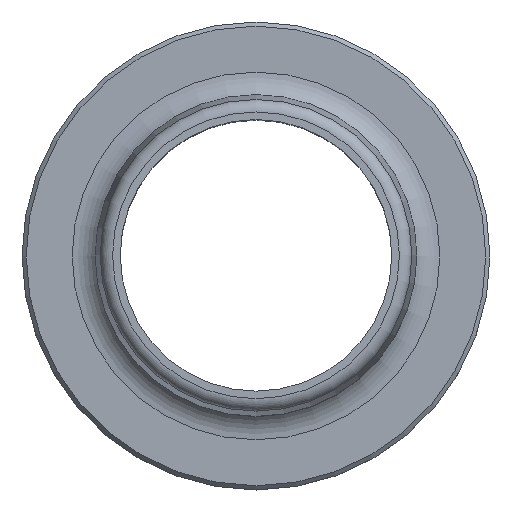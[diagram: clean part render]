
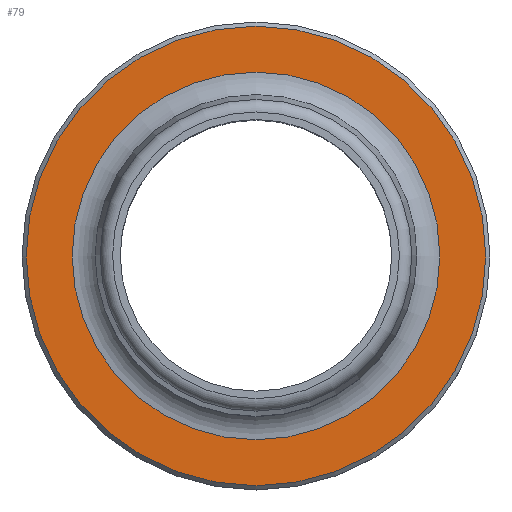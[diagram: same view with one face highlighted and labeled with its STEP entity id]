
A CAD part, top view. The second image highlights one B-rep face of the part: STEP entity #79.
In plain terms, the highlighted planar face has unit normal (0, 0, 1).
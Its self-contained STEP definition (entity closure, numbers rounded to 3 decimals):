
#79=ADVANCED_FACE('',(#136,#137),#95,.T.);
#95=PLANE('',#386);
#136=FACE_BOUND('',#190,.T.);
#137=FACE_BOUND('',#191,.T.);
#190=EDGE_LOOP('',(#244));
#191=EDGE_LOOP('',(#245));
#244=ORIENTED_EDGE('',*,*,#309,.T.);
#245=ORIENTED_EDGE('',*,*,#310,.T.);
#282=VERTEX_POINT('',#574);
#283=VERTEX_POINT('',#576);
#309=EDGE_CURVE('',#282,#282,#336,.T.);
#310=EDGE_CURVE('',#283,#283,#337,.T.);
#336=CIRCLE('',#384,27.5);
#337=CIRCLE('',#385,22.);
#384=AXIS2_PLACEMENT_3D('',#573,#484,#485);
#385=AXIS2_PLACEMENT_3D('',#575,#486,#487);
#386=AXIS2_PLACEMENT_3D('',#577,#488,#489);
#484=DIRECTION('',(0.,0.,1.));
#485=DIRECTION('',(1.,0.,0.));
#486=DIRECTION('',(0.,0.,-1.));
#487=DIRECTION('',(1.,0.,0.));
#488=DIRECTION('',(0.,0.,1.));
#489=DIRECTION('',(1.,0.,0.));
#573=CARTESIAN_POINT('',(281.,0.,35.));
#574=CARTESIAN_POINT('',(308.5,0.,35.));
#575=CARTESIAN_POINT('',(281.,0.,35.));
#576=CARTESIAN_POINT('',(303.,0.,35.));
#577=CARTESIAN_POINT('',(281.,0.,35.));
